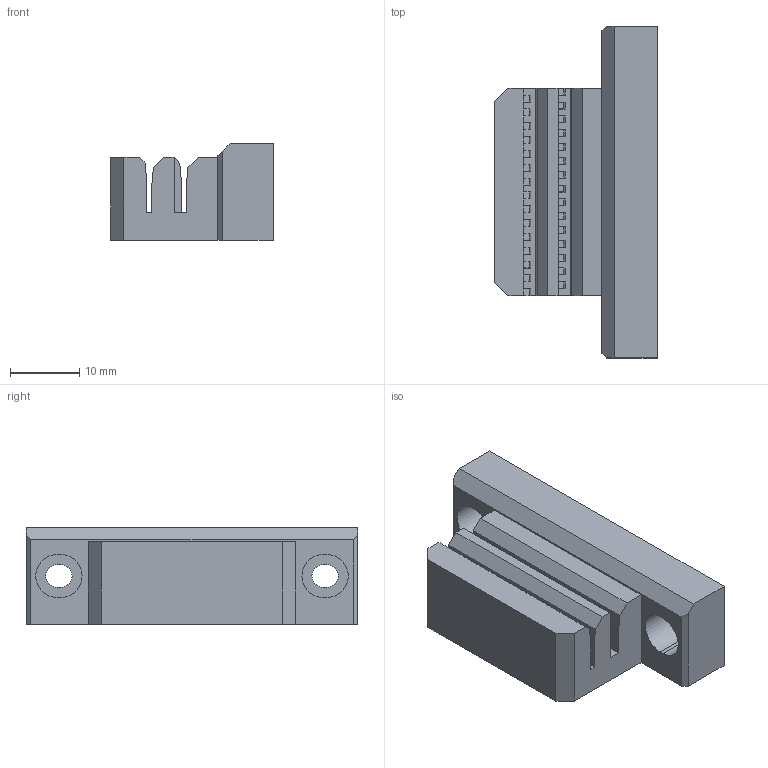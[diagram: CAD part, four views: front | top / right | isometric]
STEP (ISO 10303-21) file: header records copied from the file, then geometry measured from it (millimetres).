
FILE_DESCRIPTION(('FreeCAD Model'),'2;1');
FILE_NAME('Open CASCADE Shape Model','2024-07-15T19:41:39',(''),(''), 'Open CASCADE STEP processor 7.6','FreeCAD','Unknown');
FILE_SCHEMA(('AUTOMOTIVE_DESIGN { 1 0 10303 214 1 1 1 1 }'));
Length unit declared in the file: millimetre
Products named in the file (1): Y-Belt-Holder
Bounding box: 23.5 x 48 x 14 mm (x, y, z)
Volume: 9661.7 mm3; surface area: 5046.7 mm2
Topology: 1 solids, 1 shells, 207 faces, 609 edges, 406 vertices
Faces by surface type: plane 199, cylinder 8
Entity records: 6789 total; most frequent: CARTESIAN_POINT 1223, ORIENTED_EDGE 1218, DIRECTION 1041, EDGE_CURVE 609, LINE 593, VECTOR 593, VERTEX_POINT 406, AXIS2_PLACEMENT_3D 224
